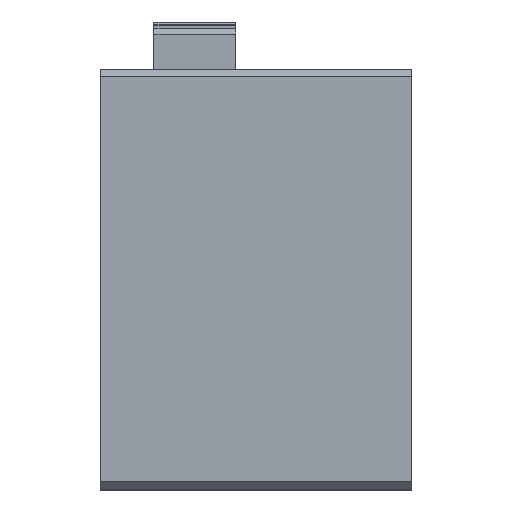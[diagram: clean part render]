
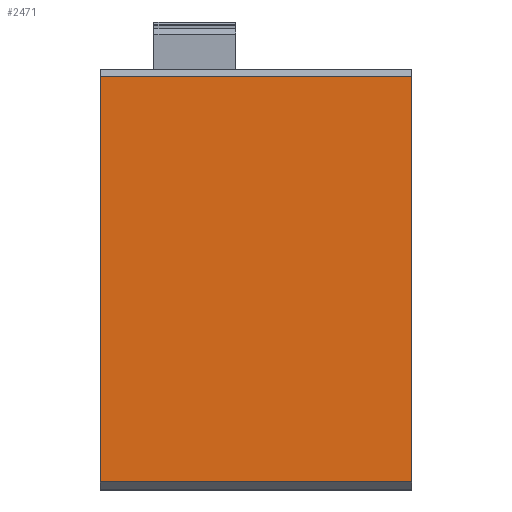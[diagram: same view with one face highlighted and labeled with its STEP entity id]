
A CAD part, top view. The second image highlights one B-rep face of the part: STEP entity #2471.
In plain terms, the highlighted planar face has unit normal (0, 0, 1).
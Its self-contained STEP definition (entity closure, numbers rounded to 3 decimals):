
#67=FACE_OUTER_BOUND('',#205,.T.);
#205=EDGE_LOOP('',(#1673,#1674,#1675,#1676));
#390=LINE('',#3531,#730);
#392=LINE('',#3535,#732);
#393=LINE('',#3537,#733);
#394=LINE('',#3538,#734);
#730=VECTOR('',#2838,1000.);
#732=VECTOR('',#2842,1000.);
#733=VECTOR('',#2843,1000.);
#734=VECTOR('',#2844,1000.);
#1069=VERTEX_POINT('',#3528);
#1070=VERTEX_POINT('',#3530);
#1071=VERTEX_POINT('',#3534);
#1072=VERTEX_POINT('',#3536);
#1310=EDGE_CURVE('',#1070,#1069,#390,.T.);
#1312=EDGE_CURVE('',#1069,#1071,#392,.T.);
#1313=EDGE_CURVE('',#1072,#1071,#393,.T.);
#1314=EDGE_CURVE('',#1070,#1072,#394,.T.);
#1673=ORIENTED_EDGE('',*,*,#1312,.T.);
#1674=ORIENTED_EDGE('',*,*,#1313,.F.);
#1675=ORIENTED_EDGE('',*,*,#1314,.F.);
#1676=ORIENTED_EDGE('',*,*,#1310,.T.);
#2347=PLANE('',#2619);
#2471=ADVANCED_FACE('',(#67),#2347,.F.);
#2619=AXIS2_PLACEMENT_3D('',#3533,#2840,#2841);
#2838=DIRECTION('',(-1.,0.,0.));
#2840=DIRECTION('center_axis',(0.,0.,-1.));
#2841=DIRECTION('ref_axis',(-1.,0.,0.));
#2842=DIRECTION('',(0.,-1.,0.));
#2843=DIRECTION('',(-1.,0.,0.));
#2844=DIRECTION('',(0.,-1.,0.));
#3528=CARTESIAN_POINT('',(0.,159.,50.));
#3530=CARTESIAN_POINT('',(120.,159.,50.));
#3531=CARTESIAN_POINT('',(120.,159.,50.));
#3533=CARTESIAN_POINT('Origin',(120.,159.,50.));
#3534=CARTESIAN_POINT('',(0.,3.,50.));
#3535=CARTESIAN_POINT('',(0.,159.,50.));
#3536=CARTESIAN_POINT('',(120.,3.,50.));
#3537=CARTESIAN_POINT('',(120.,3.,50.));
#3538=CARTESIAN_POINT('',(120.,159.,50.));
